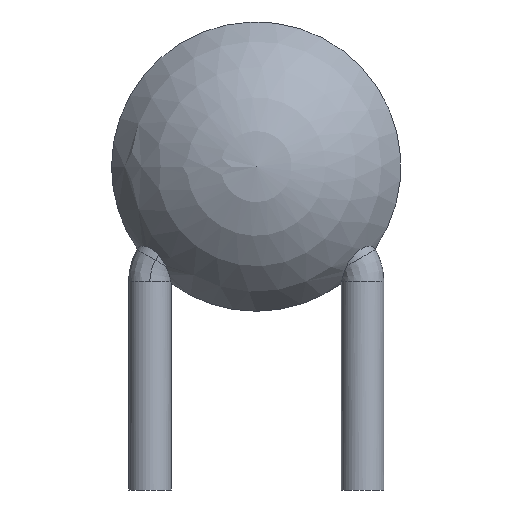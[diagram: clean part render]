
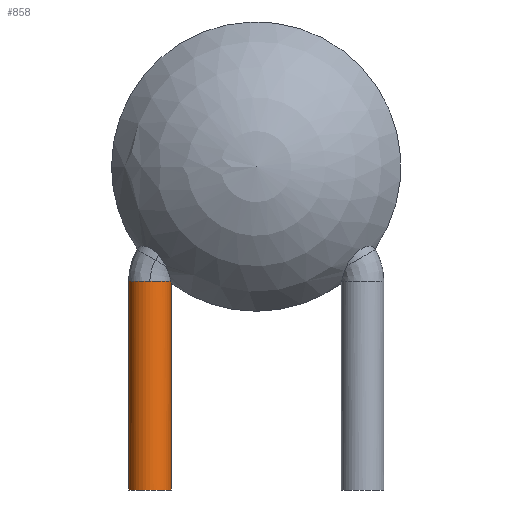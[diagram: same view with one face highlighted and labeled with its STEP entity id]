
A CAD part, front view. The second image highlights one B-rep face of the part: STEP entity #858.
In plain terms, the highlighted cylindrical face has radius 0.25 mm (diameter 0.5 mm), a full revolution.
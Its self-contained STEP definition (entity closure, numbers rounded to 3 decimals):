
#316 = VERTEX_POINT('',#317);
#317 = CARTESIAN_POINT('',(-1.003,-0.036,0.45));
#421 = EDGE_CURVE('',#316,#422,#424,.T.);
#422 = VERTEX_POINT('',#423);
#423 = CARTESIAN_POINT('',(-1.,0.,0.425));
#424 = B_SPLINE_CURVE_WITH_KNOTS('',6,(#425,#426,#427,#428,#429,#430,
#431),.UNSPECIFIED.,.F.,.F.,(7,7),(0.,1.),.PIECEWISE_BEZIER_KNOTS.);
#425 = CARTESIAN_POINT('',(-1.003,-0.036,0.45)
);
#426 = CARTESIAN_POINT('',(-1.002,-0.03,
0.445));
#427 = CARTESIAN_POINT('',(-1.001,-0.024,
0.441));
#428 = CARTESIAN_POINT('',(-1.001,-0.018,
0.437));
#429 = CARTESIAN_POINT('',(-1.,-0.012,
0.433));
#430 = CARTESIAN_POINT('',(-1.,-0.006,0.429));
#431 = CARTESIAN_POINT('',(-1.,0.,0.425));
#662 = EDGE_CURVE('',#422,#663,#665,.T.);
#663 = VERTEX_POINT('',#664);
#664 = CARTESIAN_POINT('',(-1.003,0.036,0.45));
#665 = B_SPLINE_CURVE_WITH_KNOTS('',7,(#666,#667,#668,#669,#670,#671,
#672,#673),.UNSPECIFIED.,.F.,.F.,(8,8),(0.,1.),
.PIECEWISE_BEZIER_KNOTS.);
#666 = CARTESIAN_POINT('',(-1.,0.,0.425));
#667 = CARTESIAN_POINT('',(-1.,0.006,0.429));
#668 = CARTESIAN_POINT('',(-1.,0.012,
0.433));
#669 = CARTESIAN_POINT('',(-1.001,0.018,
0.437));
#670 = CARTESIAN_POINT('',(-1.001,0.023,
0.44));
#671 = CARTESIAN_POINT('',(-1.001,0.027,
0.444));
#672 = CARTESIAN_POINT('',(-1.002,0.032,
0.447));
#673 = CARTESIAN_POINT('',(-1.003,0.036,0.45)
);
#858 = ADVANCED_FACE('',(#859),#895,.T.);
#859 = FACE_BOUND('',#860,.F.);
#860 = EDGE_LOOP('',(#861,#870,#878,#885,#886,#887,#894));
#861 = ORIENTED_EDGE('',*,*,#862,.F.);
#862 = EDGE_CURVE('',#863,#863,#865,.T.);
#863 = VERTEX_POINT('',#864);
#864 = CARTESIAN_POINT('',(-1.25,-0.25,-2.));
#865 = CIRCLE('',#866,0.25);
#866 = AXIS2_PLACEMENT_3D('',#867,#868,#869);
#867 = CARTESIAN_POINT('',(-1.25,0.,-2.));
#868 = DIRECTION('',(-0.,0.,1.));
#869 = DIRECTION('',(0.,-1.,0.));
#870 = ORIENTED_EDGE('',*,*,#871,.T.);
#871 = EDGE_CURVE('',#863,#872,#874,.T.);
#872 = VERTEX_POINT('',#873);
#873 = CARTESIAN_POINT('',(-1.25,-0.25,0.45));
#874 = LINE('',#875,#876);
#875 = CARTESIAN_POINT('',(-1.25,-0.25,-2.));
#876 = VECTOR('',#877,1.);
#877 = DIRECTION('',(0.,0.,1.));
#878 = ORIENTED_EDGE('',*,*,#879,.T.);
#879 = EDGE_CURVE('',#872,#316,#880,.T.);
#880 = CIRCLE('',#881,0.25);
#881 = AXIS2_PLACEMENT_3D('',#882,#883,#884);
#882 = CARTESIAN_POINT('',(-1.25,0.,0.45));
#883 = DIRECTION('',(-0.,0.,1.));
#884 = DIRECTION('',(0.,-1.,0.));
#885 = ORIENTED_EDGE('',*,*,#421,.T.);
#886 = ORIENTED_EDGE('',*,*,#662,.T.);
#887 = ORIENTED_EDGE('',*,*,#888,.T.);
#888 = EDGE_CURVE('',#663,#872,#889,.T.);
#889 = CIRCLE('',#890,0.25);
#890 = AXIS2_PLACEMENT_3D('',#891,#892,#893);
#891 = CARTESIAN_POINT('',(-1.25,0.,0.45));
#892 = DIRECTION('',(-0.,0.,1.));
#893 = DIRECTION('',(0.,-1.,0.));
#894 = ORIENTED_EDGE('',*,*,#871,.F.);
#895 = CYLINDRICAL_SURFACE('',#896,0.25);
#896 = AXIS2_PLACEMENT_3D('',#897,#898,#899);
#897 = CARTESIAN_POINT('',(-1.25,0.,-2.));
#898 = DIRECTION('',(-0.,0.,-1.));
#899 = DIRECTION('',(0.,-1.,0.));
